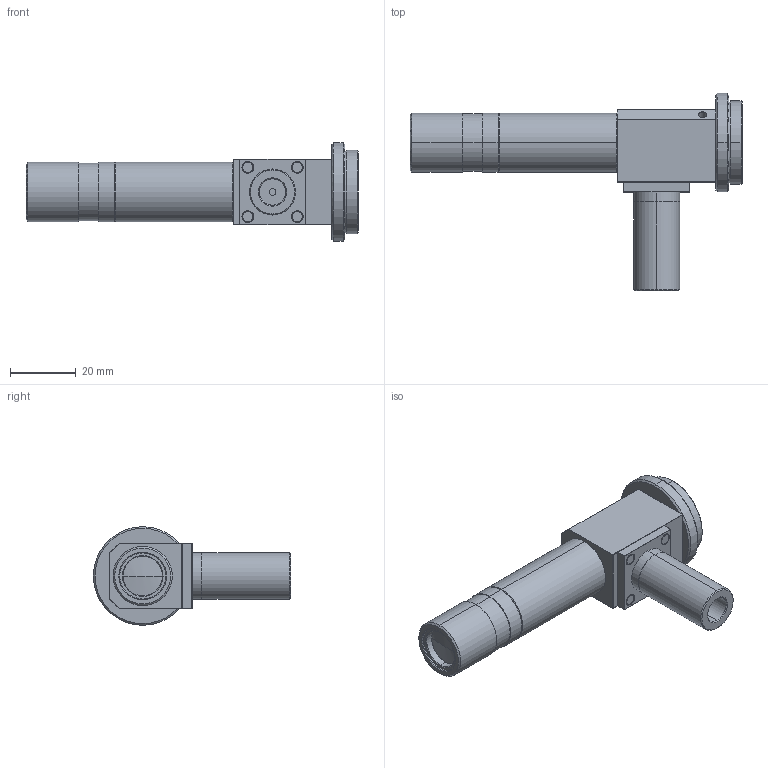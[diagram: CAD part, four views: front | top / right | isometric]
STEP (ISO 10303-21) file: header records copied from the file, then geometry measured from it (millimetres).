
FILE_DESCRIPTION (( 'STEP AP214' ), '1' );
FILE_NAME ('HR-2F-71 3D-Data.STEP', '2017-02-20T08:23:47', ( '' ), ( '' ), 'SwSTEP 2.0', 'SolidWorks 2016', '' );
FILE_SCHEMA (( 'AUTOMOTIVE_DESIGN' ));
Length unit declared in the file: millimetre
Products named in the file (2): HR-2F-71 3D-Data
Bounding box: 101 x 60 x 30 mm (x, y, z)
Volume: 35597 mm3; surface area: 12031.3 mm2
Topology: 6 solids, 6 shells, 193 faces, 380 edges, 221 vertices
Faces by surface type: plane 83, cylinder 60, cone 40, torus 8, sphere 2
Entity records: 7173 total; most frequent: DIRECTION 940, CARTESIAN_POINT 864, ORIENTED_EDGE 760, EDGE_CURVE 380, AXIS2_PLACEMENT_3D 369, VERTEX_POINT 221, EDGE_LOOP 217, VECTOR 202
